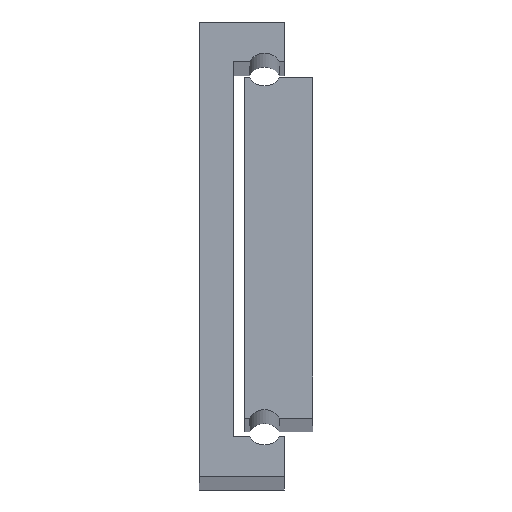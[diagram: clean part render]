
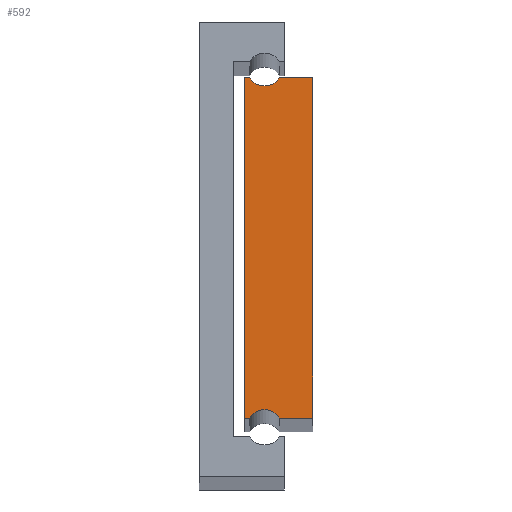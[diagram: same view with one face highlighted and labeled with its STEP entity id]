
A CAD part, top view. The second image highlights one B-rep face of the part: STEP entity #592.
In plain terms, the highlighted planar face has unit normal (0, 0, 1).
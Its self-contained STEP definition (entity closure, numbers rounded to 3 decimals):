
#69 = CARTESIAN_POINT ( 'NONE',  ( 7.929, 18.924, 700. ) ) ;
#70 = FACE_OUTER_BOUND ( 'NONE', #895, .T. ) ;
#73 = VECTOR ( 'NONE', #258, 1000. ) ;
#76 = DIRECTION ( 'NONE',  ( 0., 0., -1. ) ) ;
#119 = DIRECTION ( 'NONE',  ( -1., 0., 0. ) ) ;
#159 = ORIENTED_EDGE ( 'NONE', *, *, #2142, .T. ) ;
#205 = CARTESIAN_POINT ( 'NONE',  ( 2.027, 18.924, 700. ) ) ;
#258 = DIRECTION ( 'NONE',  ( 1., 0., 0. ) ) ;
#279 = PLANE ( 'NONE',  #508 ) ;
#402 = EDGE_CURVE ( 'NONE', #2601, #2854, #2662, .T. ) ;
#420 = CARTESIAN_POINT ( 'NONE',  ( -3.169, 78.924, 700. ) ) ;
#427 = DIRECTION ( 'NONE',  ( -1., 0., 0. ) ) ;
#508 = AXIS2_PLACEMENT_3D ( 'NONE', #2697, #559, #2906 ) ;
#559 = DIRECTION ( 'NONE',  ( 0., 0., -1. ) ) ;
#567 = VECTOR ( 'NONE', #947, 1000. ) ;
#592 = ADVANCED_FACE ( 'NONE', ( #70 ), #279, .F. ) ;
#595 = CARTESIAN_POINT ( 'NONE',  ( -4.071, 78.924, 700. ) ) ;
#601 = VERTEX_POINT ( 'NONE', #1711 ) ;
#612 = LINE ( 'NONE', #1582, #652 ) ;
#646 = ORIENTED_EDGE ( 'NONE', *, *, #2738, .T. ) ;
#652 = VECTOR ( 'NONE', #815, 1000. ) ;
#800 = DIRECTION ( 'NONE',  ( 1., 0., 0. ) ) ;
#815 = DIRECTION ( 'NONE',  ( -1., 0., 0. ) ) ;
#895 = EDGE_LOOP ( 'NONE', ( #2834, #159, #1211, #1832, #1134, #646, #2455, #2398 ) ) ;
#947 = DIRECTION ( 'NONE',  ( 1., 0., 0. ) ) ;
#1009 = LINE ( 'NONE', #2198, #73 ) ;
#1100 = EDGE_CURVE ( 'NONE', #2854, #2166, #1271, .T. ) ;
#1134 = ORIENTED_EDGE ( 'NONE', *, *, #1100, .T. ) ;
#1136 = DIRECTION ( 'NONE',  ( 0., 1., 0. ) ) ;
#1211 = ORIENTED_EDGE ( 'NONE', *, *, #1347, .T. ) ;
#1271 = LINE ( 'NONE', #69, #1955 ) ;
#1292 = EDGE_CURVE ( 'NONE', #1296, #1829, #2271, .T. ) ;
#1296 = VERTEX_POINT ( 'NONE', #2091 ) ;
#1319 = VERTEX_POINT ( 'NONE', #2483 ) ;
#1347 = EDGE_CURVE ( 'NONE', #601, #2601, #1683, .T. ) ;
#1400 = CARTESIAN_POINT ( 'NONE',  ( 7.929, 78.924, 700. ) ) ;
#1494 = CARTESIAN_POINT ( 'NONE',  ( 7.929, 18.924, 700. ) ) ;
#1499 = CARTESIAN_POINT ( 'NONE',  ( 2.027, 18.924, 700. ) ) ;
#1546 = VECTOR ( 'NONE', #427, 1000. ) ;
#1571 = AXIS2_PLACEMENT_3D ( 'NONE', #3003, #2307, #119 ) ;
#1582 = CARTESIAN_POINT ( 'NONE',  ( -3.169, 78.924, 700. ) ) ;
#1672 = CIRCLE ( 'NONE', #1928, 3. ) ;
#1683 = CIRCLE ( 'NONE', #1571, 3. ) ;
#1704 = EDGE_CURVE ( 'NONE', #1319, #1853, #1672, .T. ) ;
#1711 = CARTESIAN_POINT ( 'NONE',  ( -3.169, 18.924, 700. ) ) ;
#1776 = VECTOR ( 'NONE', #2798, 1000. ) ;
#1829 = VERTEX_POINT ( 'NONE', #2632 ) ;
#1832 = ORIENTED_EDGE ( 'NONE', *, *, #402, .T. ) ;
#1853 = VERTEX_POINT ( 'NONE', #420 ) ;
#1928 = AXIS2_PLACEMENT_3D ( 'NONE', #2241, #76, #800 ) ;
#1955 = VECTOR ( 'NONE', #1136, 1000. ) ;
#2091 = CARTESIAN_POINT ( 'NONE',  ( -4.071, 78.924, 700. ) ) ;
#2142 = EDGE_CURVE ( 'NONE', #1829, #601, #1009, .T. ) ;
#2166 = VERTEX_POINT ( 'NONE', #2754 ) ;
#2198 = CARTESIAN_POINT ( 'NONE',  ( -4.071, 18.924, 700. ) ) ;
#2241 = CARTESIAN_POINT ( 'NONE',  ( -0.571, 80.424, 700. ) ) ;
#2253 = EDGE_CURVE ( 'NONE', #1853, #1296, #612, .T. ) ;
#2271 = LINE ( 'NONE', #595, #1776 ) ;
#2307 = DIRECTION ( 'NONE',  ( 0., 0., -1. ) ) ;
#2393 = LINE ( 'NONE', #1400, #1546 ) ;
#2398 = ORIENTED_EDGE ( 'NONE', *, *, #2253, .T. ) ;
#2455 = ORIENTED_EDGE ( 'NONE', *, *, #1704, .T. ) ;
#2483 = CARTESIAN_POINT ( 'NONE',  ( 2.027, 78.924, 700. ) ) ;
#2601 = VERTEX_POINT ( 'NONE', #1499 ) ;
#2632 = CARTESIAN_POINT ( 'NONE',  ( -4.071, 18.924, 700. ) ) ;
#2662 = LINE ( 'NONE', #205, #567 ) ;
#2697 = CARTESIAN_POINT ( 'NONE',  ( -0.571, 17.424, 700. ) ) ;
#2738 = EDGE_CURVE ( 'NONE', #2166, #1319, #2393, .T. ) ;
#2754 = CARTESIAN_POINT ( 'NONE',  ( 7.929, 78.924, 700. ) ) ;
#2798 = DIRECTION ( 'NONE',  ( 0., -1., 0. ) ) ;
#2834 = ORIENTED_EDGE ( 'NONE', *, *, #1292, .T. ) ;
#2854 = VERTEX_POINT ( 'NONE', #1494 ) ;
#2906 = DIRECTION ( 'NONE',  ( -1., 0., 0. ) ) ;
#3003 = CARTESIAN_POINT ( 'NONE',  ( -0.571, 17.424, 700. ) ) ;
